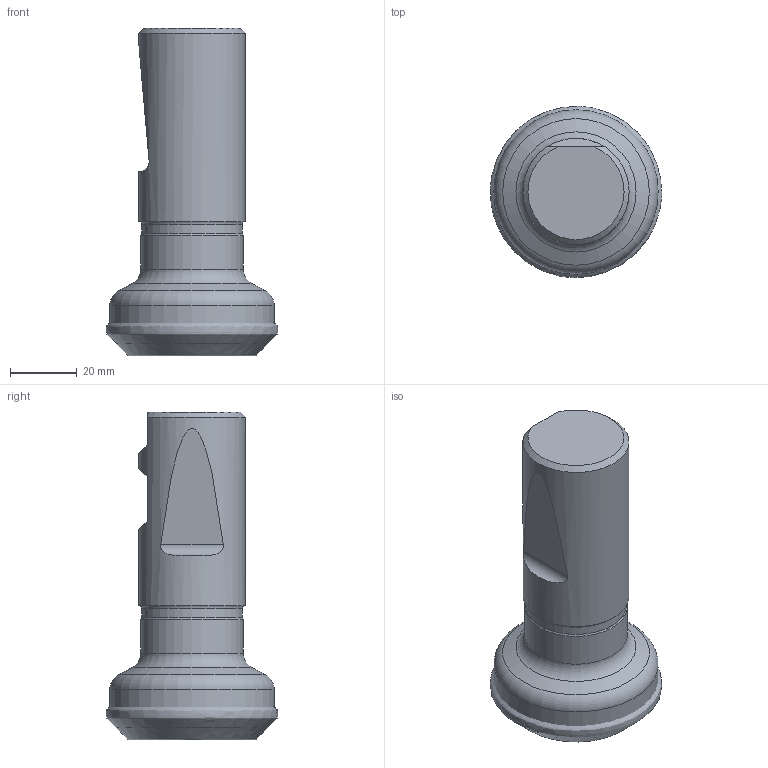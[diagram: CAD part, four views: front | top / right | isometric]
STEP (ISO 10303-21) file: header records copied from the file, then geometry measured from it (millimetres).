
FILE_DESCRIPTION(/* description */ (''),/* implementation_level */ '2;1');
FILE_NAME(/* name */ 'toolassembly_1.stp',/* time_stamp */ '2019-05-02T16:48:52+02:00',/* author */ (''),/* organization */ ('SMS'),/* preprocessor_version */ 'ST-DEVELOPER v15',/* originating_system */ 'SIEMENS PLM Software NX 8.5',/* authorisation */ '');
FILE_SCHEMA (('AUTOMOTIVE_DESIGN { 1 0 10303 214 3 1 1 1 }'));
Length unit declared in the file: millimetre
Products named in the file (4): CUT_20190502164811; NOCUT_20190502164743; ASSEMBLY_CONSTRUCTION; TOOLASSEMBLY_1
Assembly tree (3 placements, depth 2):
  TOOLASSEMBLY_1
    ASSEMBLY_CONSTRUCTION
    NOCUT_20190502164743
    CUT_20190502164811
Bounding box: 51.18 x 51.18 x 97.97 mm (x, y, z)
Volume: 107600.8 mm3; surface area: 18683.5 mm2
Topology: 2 solids, 2 shells, 36 faces, 81 edges, 61 vertices
Faces by surface type: plane 10, torus 9, cylinder 8, cone 7, bspline 1, revolution 1
Full cylindrical faces by diameter (mm): 30.1 x1, 30.6 x1, 31.742 x1, 49.1 x1
Entity records: 6507 total; most frequent: CARTESIAN_POINT 5642, DIRECTION 165, ORIENTED_EDGE 98, AXIS2_PLACEMENT_3D 76, EDGE_LOOP 59, EDGE_CURVE 49, FACE_BOUND 47, VERTEX_POINT 41
